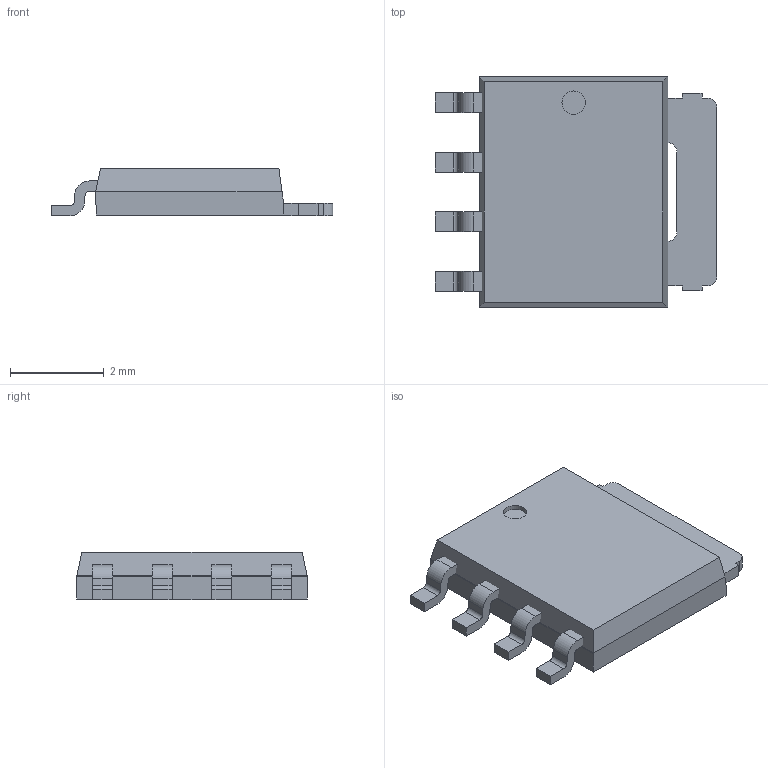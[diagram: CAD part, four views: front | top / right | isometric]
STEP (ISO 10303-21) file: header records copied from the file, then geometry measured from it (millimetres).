
FILE_DESCRIPTION(/* description */ ('model of LFPAK56'),/* implementation_level */ '2;1');
FILE_NAME(/* name */ 'LFPAK56.step',/* time_stamp */ '2023-01-24T23:51:46',/* author */ ('Ray Benitez',''),/* organization */ ('OCCT'),/* preprocessor_version */ '',/* originating_system */ 'KiCAD',/* authorisation */ '');
FILE_SCHEMA(('AUTOMOTIVE_DESIGN { 1 0 10303 214 1 1 1 1 }'));
Length unit declared in the file: millimetre
Products named in the file (8): CQ assembly; adbeea52-9c39-11ed-93f0-dde97e994e83; adbeea53-9c39-11ed-93f0-dde97e994e83; adbeea53-9c39-11ed-93f0-dde97e994e83_part; adbeea54-9c39-11ed-93f0-dde97e994e83; adbeea54-9c39-11ed-93f0-dde97e994e83_part; adbeea55-9c39-11ed-93f0-dde97e994e83; adbeea55-9c39-11ed-93f0-dde97e994e83_part
Assembly tree (7 placements, depth 4):
  CQ assembly
    adbeea52-9c39-11ed-93f0-dde97e994e83
      adbeea53-9c39-11ed-93f0-dde97e994e83
        adbeea53-9c39-11ed-93f0-dde97e994e83_part
      adbeea54-9c39-11ed-93f0-dde97e994e83
        adbeea54-9c39-11ed-93f0-dde97e994e83_part
      adbeea55-9c39-11ed-93f0-dde97e994e83
        adbeea55-9c39-11ed-93f0-dde97e994e83_part
Bounding box: 6 x 4.9 x 1.02 mm (x, y, z)
Volume: 23.2 mm3; surface area: 98.1 mm2
Topology: 6 solids, 6 shells, 113 faces, 298 edges, 198 vertices
Faces by surface type: plane 90, cylinder 23
Full cylindrical faces by diameter (mm): 0.5 x1
Entity records: 3639 total; most frequent: CARTESIAN_POINT 617, ORIENTED_EDGE 596, DIRECTION 586, EDGE_CURVE 298, LINE 252, VECTOR 252, VERTEX_POINT 198, AXIS2_PLACEMENT_3D 167
